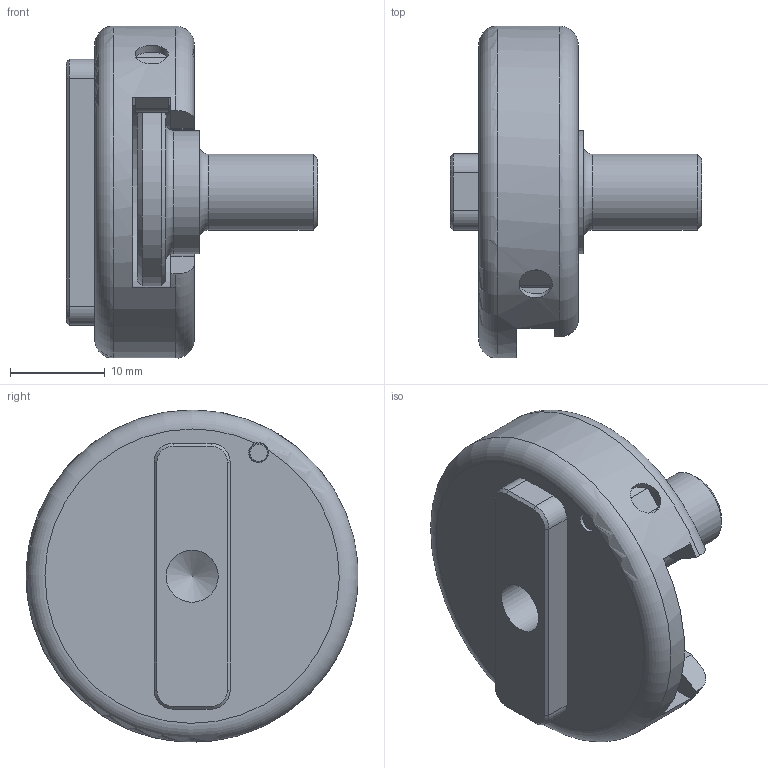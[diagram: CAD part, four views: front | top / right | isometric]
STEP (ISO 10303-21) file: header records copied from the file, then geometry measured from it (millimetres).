
FILE_DESCRIPTION(/* description */ ('GK Einhängung Verschluss L schwarz'),/* implementation_level */ '2;1');
FILE_NAME(/* name */ 'SZ0611S-A.stp',/* time_stamp */ '2015-11-20T14:53:12+01:00',/* author */ ('Marina Kaa'),/* organization */ (''),/* preprocessor_version */ 'ST-DEVELOPER v15.6',/* originating_system */ 'Autodesk Inventor 2015',/* authorisation */ '');
FILE_SCHEMA (('AUTOMOTIVE_DESIGN { 1 0 10303 214 3 1 1 }'));
Length unit declared in the file: millimetre
Products named in the file (5): ME0600013-A; ME0600015-A; ME1806003-A; DK6325020104-A; SZ0611S-A
Bounding box: 26.5 x 34.96 x 34.97 mm (x, y, z)
Volume: 9074.9 mm3; surface area: 5443.9 mm2
Topology: 4 solids, 4 shells, 81 faces, 194 edges, 122 vertices
Faces by surface type: plane 42, cylinder 24, cone 11, torus 4
Full cylindrical faces by diameter (mm): 2 x2, 2.1 x2, 3.5 x1, 5.5 x1, 6 x1, 8 x1, 13 x1, 19.8 x1, 35 x1
Entity records: 2423 total; most frequent: CARTESIAN_POINT 477, DIRECTION 401, ORIENTED_EDGE 326, EDGE_CURVE 163, AXIS2_PLACEMENT_3D 156, VERTEX_POINT 113, EDGE_LOOP 112, LINE 89
